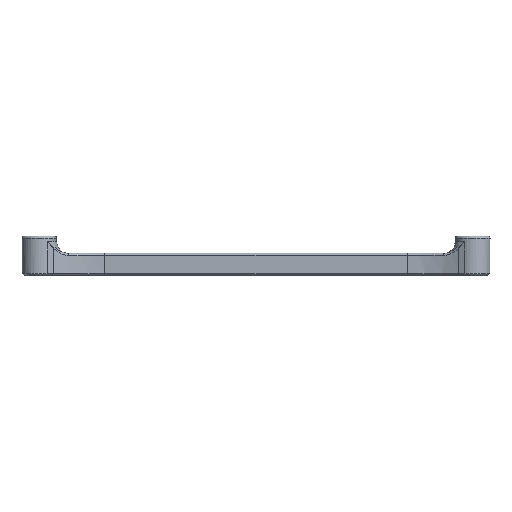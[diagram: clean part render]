
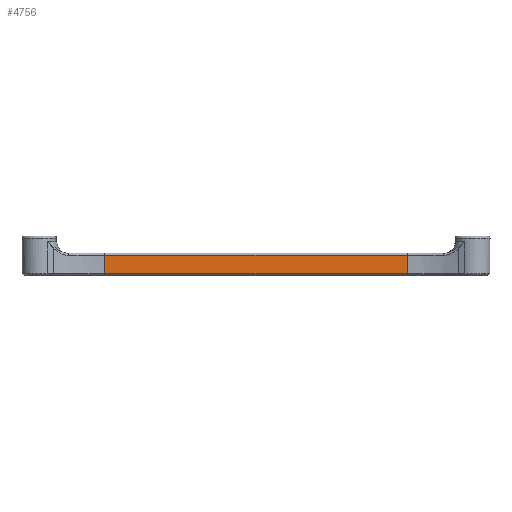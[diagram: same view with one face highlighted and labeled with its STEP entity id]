
A CAD part, left-side view. The second image highlights one B-rep face of the part: STEP entity #4756.
In plain terms, the highlighted planar face has unit normal (-1, 0, 0).
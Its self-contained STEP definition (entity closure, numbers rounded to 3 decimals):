
#644=FACE_OUTER_BOUND('',#949,.T.);
#949=EDGE_LOOP('',(#3639,#3640,#3641,#3642));
#1310=LINE('',#7287,#1704);
#1330=LINE('',#7467,#1724);
#1331=LINE('',#7554,#1725);
#1332=LINE('',#7556,#1726);
#1704=VECTOR('',#5679,10.);
#1724=VECTOR('',#5785,10.);
#1725=VECTOR('',#5798,10.);
#1726=VECTOR('',#5801,10.);
#2108=VERTEX_POINT('',#7273);
#2112=VERTEX_POINT('',#7285);
#2135=VERTEX_POINT('',#7384);
#2140=VERTEX_POINT('',#7465);
#2624=EDGE_CURVE('',#2112,#2108,#1310,.T.);
#2675=EDGE_CURVE('',#2135,#2140,#1330,.T.);
#2684=EDGE_CURVE('',#2140,#2112,#1331,.T.);
#2685=EDGE_CURVE('',#2108,#2135,#1332,.T.);
#3639=ORIENTED_EDGE('',*,*,#2624,.F.);
#3640=ORIENTED_EDGE('',*,*,#2684,.F.);
#3641=ORIENTED_EDGE('',*,*,#2675,.F.);
#3642=ORIENTED_EDGE('',*,*,#2685,.F.);
#4581=PLANE('',#5090);
#4756=ADVANCED_FACE('',(#644),#4581,.T.);
#5090=AXIS2_PLACEMENT_3D('',#7555,#5799,#5800);
#5679=DIRECTION('',(0.,1.,0.));
#5785=DIRECTION('',(0.,-1.,0.));
#5798=DIRECTION('',(0.,0.,-1.));
#5799=DIRECTION('center_axis',(-1.,0.,0.));
#5800=DIRECTION('ref_axis',(0.,-1.,0.));
#5801=DIRECTION('',(0.,0.,1.));
#7273=CARTESIAN_POINT('',(64.602,64.959,0.4));
#7285=CARTESIAN_POINT('',(64.602,11.512,0.4));
#7287=CARTESIAN_POINT('',(64.602,53.986,0.4));
#7384=CARTESIAN_POINT('',(64.602,64.959,3.6));
#7465=CARTESIAN_POINT('',(64.602,11.512,3.6));
#7467=CARTESIAN_POINT('',(64.602,53.986,3.6));
#7554=CARTESIAN_POINT('',(64.602,11.512,0.));
#7555=CARTESIAN_POINT('Origin',(64.602,69.736,0.));
#7556=CARTESIAN_POINT('',(64.602,64.959,0.));
